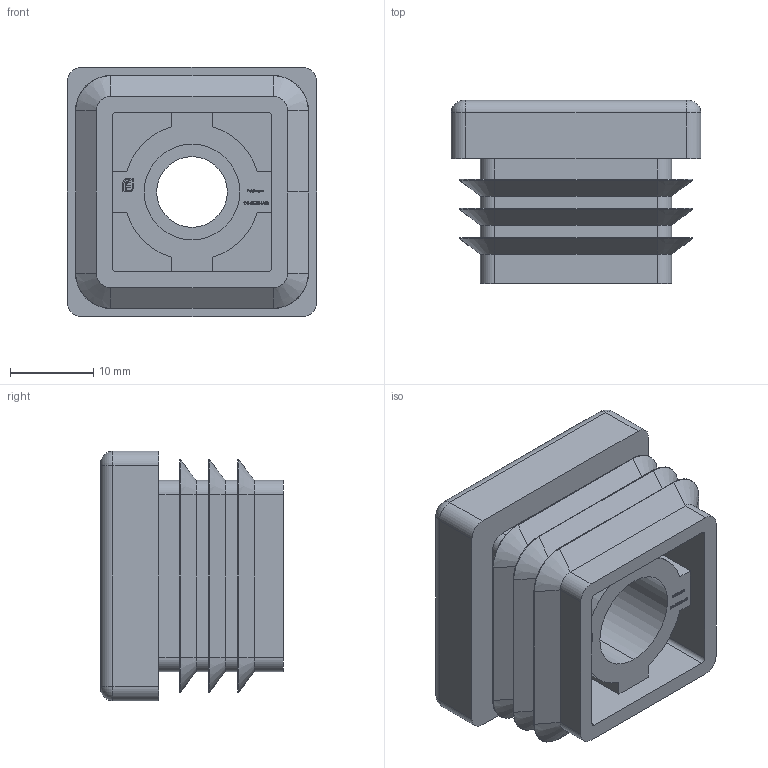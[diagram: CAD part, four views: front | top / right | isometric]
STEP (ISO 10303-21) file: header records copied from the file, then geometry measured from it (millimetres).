
FILE_DESCRIPTION (( 'STEP AP203' ), '1' );
FILE_NAME ('178-30X30-M10.step', '2021-01-27T12:30:08', ( '' ), ( '' ), 'SwSTEP 2.0', 'SolidWorks 2018', '' );
FILE_SCHEMA (( 'CONFIG_CONTROL_DESIGN' ));
Length unit declared in the file: millimetre
Products named in the file (2): 178-30X30-M10
Bounding box: 30 x 22 x 30 mm (x, y, z)
Volume: 11175 mm3; surface area: 7183.5 mm2
Topology: 2 solids, 2 shells, 498 faces, 1260 edges, 801 vertices
Faces by surface type: plane 256, bspline 140, cylinder 70, torus 16, cone 16
Entity records: 22055 total; most frequent: CARTESIAN_POINT 10781, ORIENTED_EDGE 2520, DIRECTION 1866, EDGE_CURVE 1260, LINE 814, VECTOR 814, VERTEX_POINT 801, EDGE_LOOP 537
